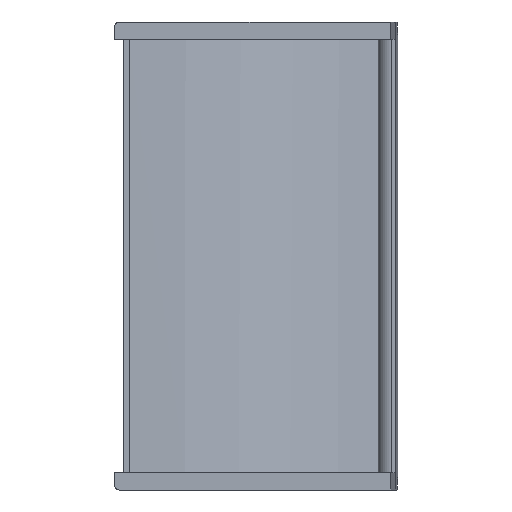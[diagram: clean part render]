
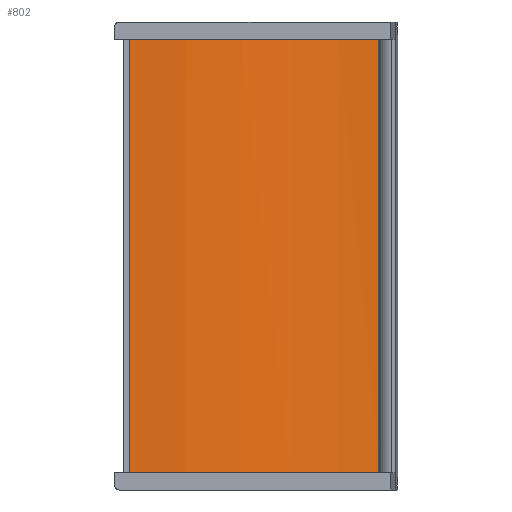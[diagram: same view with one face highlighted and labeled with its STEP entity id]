
A CAD part, front view. The second image highlights one B-rep face of the part: STEP entity #802.
In plain terms, the highlighted cylindrical face has radius 20.277 mm (diameter 40.555 mm), a partial arc.
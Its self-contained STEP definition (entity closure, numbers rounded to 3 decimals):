
#782=AXIS2_PLACEMENT_3D('Cylinder Axis2P3D',#779,#780,#781) ;
#786=AXIS2_PLACEMENT_3D('Circle Axis2P3D',#784,#785,$) ;
#713=CARTESIAN_POINT('Vertex',(-14.148,0.8,-12.557)) ;
#716=CARTESIAN_POINT('Line Origine',(-14.148,0.8,0.)) ;
#720=CARTESIAN_POINT('Vertex',(-14.148,0.8,12.557)) ;
#756=CARTESIAN_POINT('Control Point',(-14.148,0.8,12.557)) ;
#757=CARTESIAN_POINT('Control Point',(-10.105,0.8,12.557)) ;
#758=CARTESIAN_POINT('Control Point',(-6.057,1.877,12.557)) ;
#759=CARTESIAN_POINT('Control Point',(-2.459,4.022,12.557)) ;
#760=CARTESIAN_POINT('Control Point',(0.365,6.916,12.557)) ;
#761=CARTESIAN_POINT('Vertex',(0.365,6.916,12.557)) ;
#779=CARTESIAN_POINT('Axis2P3D Location',(-14.148,21.077,0.)) ;
#784=CARTESIAN_POINT('Axis2P3D Location',(-14.148,21.077,-12.557)) ;
#788=CARTESIAN_POINT('Vertex',(0.365,6.916,-12.557)) ;
#791=CARTESIAN_POINT('Line Origine',(0.365,6.916,0.)) ;
#717=DIRECTION('Vector Direction',(0.,0.,1.)) ;
#780=DIRECTION('Axis2P3D Direction',(0.,0.,1.)) ;
#781=DIRECTION('Axis2P3D XDirection',(-0.453,0.892,0.)) ;
#785=DIRECTION('Axis2P3D Direction',(0.,0.,1.)) ;
#792=DIRECTION('Vector Direction',(0.,0.,1.)) ;
#718=VECTOR('Line Direction',#717,1.) ;
#793=VECTOR('Line Direction',#792,1.) ;
#797=ORIENTED_EDGE('',*,*,#722,.F.) ;
#798=ORIENTED_EDGE('',*,*,#790,.T.) ;
#799=ORIENTED_EDGE('',*,*,#795,.T.) ;
#800=ORIENTED_EDGE('',*,*,#763,.F.) ;
#802=ADVANCED_FACE('Body.2',(#801),#783,.T.) ;
#755=B_SPLINE_CURVE_WITH_KNOTS('',4,(#756,#757,#758,#759,#760),.UNSPECIFIED.,.F.,.U.,(5,5),(95.555,111.73),.UNSPECIFIED.) ;
#787=CIRCLE('generated circle',#786,20.277) ;
#783=CYLINDRICAL_SURFACE('generated cylinder',#782,20.277) ;
#722=EDGE_CURVE('',#714,#721,#719,.T.) ;
#763=EDGE_CURVE('',#721,#762,#755,.T.) ;
#790=EDGE_CURVE('',#714,#789,#787,.T.) ;
#795=EDGE_CURVE('',#789,#762,#794,.T.) ;
#796=EDGE_LOOP('',(#797,#798,#799,#800)) ;
#801=FACE_OUTER_BOUND('',#796,.T.) ;
#719=LINE('Line',#716,#718) ;
#794=LINE('Line',#791,#793) ;
#714=VERTEX_POINT('',#713) ;
#721=VERTEX_POINT('',#720) ;
#762=VERTEX_POINT('',#761) ;
#789=VERTEX_POINT('',#788) ;
